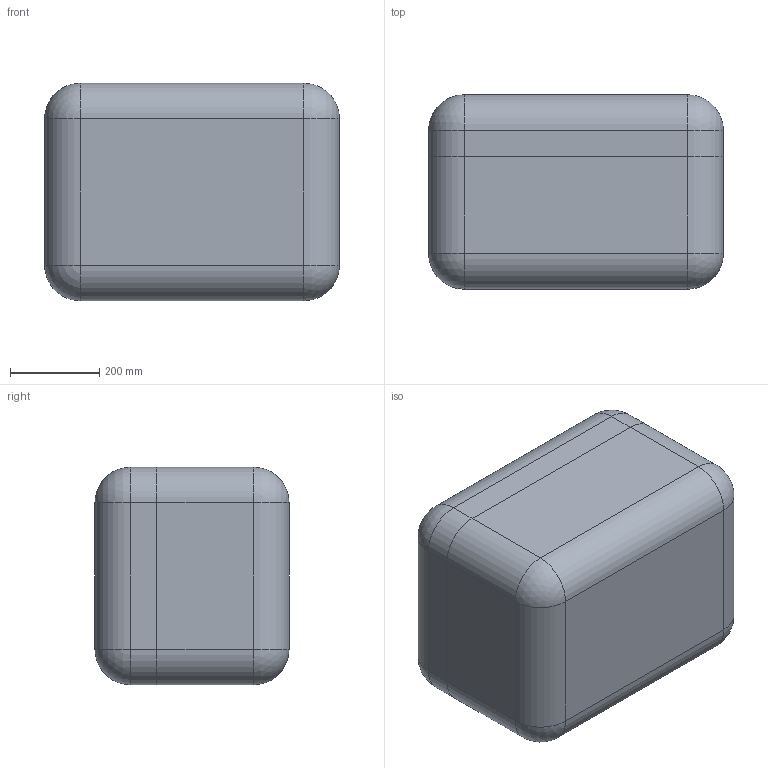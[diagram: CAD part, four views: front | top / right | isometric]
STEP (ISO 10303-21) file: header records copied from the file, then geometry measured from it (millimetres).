
FILE_DESCRIPTION (( 'STEP AP214' ), '1' );
FILE_NAME ('Ñáîðêà_06-H.01.0.046A(óïð.).STEP', '2022-09-02T05:59:35', ( '' ), ( '' ), 'SwSTEP 2.0', 'SolidWorks 2021', '' );
FILE_SCHEMA (( 'AUTOMOTIVE_DESIGN' ));
Length unit declared in the file: millimetre
Products named in the file (1): Ñáîðêà_06-H.01.0.046A(óïð.)
Bounding box: 661.98 x 435.87 x 488.62 mm (x, y, z)
Volume: 65808630.4 mm3; surface area: 3325652 mm2
Topology: 2 solids, 2 shells, 1276 faces, 3186 edges, 1858 vertices
Faces by surface type: cylinder 529, bspline 272, plane 247, torus 168, sphere 32, cone 28
Entity records: 65090 total; most frequent: CARTESIAN_POINT 22654, ORIENTED_EDGE 6244, DIRECTION 5752, EDGE_CURVE 3122, AXIS2_PLACEMENT_3D 2277, VERTEX_POINT 1858, EDGE_LOOP 1286, UNCERTAINTY_MEASURE_WITH_UNIT 1280
